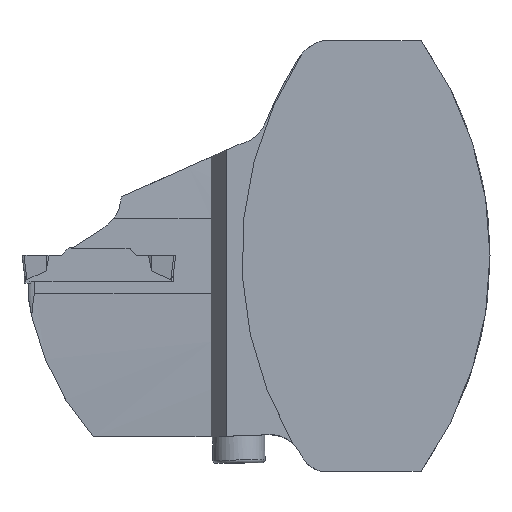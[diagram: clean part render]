
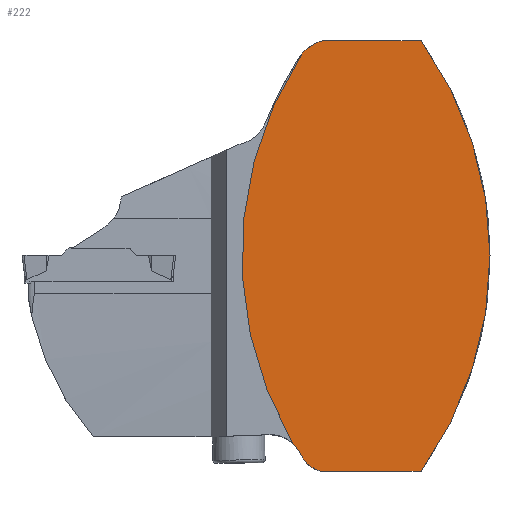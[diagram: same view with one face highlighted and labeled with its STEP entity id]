
A CAD part, top view. The second image highlights one B-rep face of the part: STEP entity #222.
In plain terms, the highlighted planar face has unit normal (0, 0, 1).
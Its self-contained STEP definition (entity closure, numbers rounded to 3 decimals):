
#164=PLANE('',#1656);
#222=ADVANCED_FACE('',(#325),#164,.T.);
#325=FACE_OUTER_BOUND('',#403,.T.);
#403=EDGE_LOOP('',(#721,#722,#723,#724,#725,#726,#727));
#519=CIRCLE('',#1604,5.);
#520=CIRCLE('',#1606,5.5);
#522=CIRCLE('',#1610,60.25);
#523=CIRCLE('',#1613,6.5);
#525=CIRCLE('',#1616,60.25);
#721=ORIENTED_EDGE('',*,*,#1128,.F.);
#722=ORIENTED_EDGE('',*,*,#1109,.F.);
#723=ORIENTED_EDGE('',*,*,#1106,.F.);
#724=ORIENTED_EDGE('',*,*,#1130,.F.);
#725=ORIENTED_EDGE('',*,*,#1118,.T.);
#726=ORIENTED_EDGE('',*,*,#1114,.T.);
#727=ORIENTED_EDGE('',*,*,#1123,.T.);
#967=VERTEX_POINT('',#2103);
#969=VERTEX_POINT('',#2106);
#971=VERTEX_POINT('',#2115);
#975=VERTEX_POINT('',#2128);
#976=VERTEX_POINT('',#2129);
#979=VERTEX_POINT('',#2137);
#983=VERTEX_POINT('',#2153);
#1106=EDGE_CURVE('',#967,#969,#519,.T.);
#1109=EDGE_CURVE('',#969,#971,#520,.T.);
#1114=EDGE_CURVE('',#975,#976,#1317,.T.);
#1118=EDGE_CURVE('',#979,#975,#522,.T.);
#1123=EDGE_CURVE('',#976,#983,#523,.T.);
#1128=EDGE_CURVE('',#971,#983,#525,.T.);
#1130=EDGE_CURVE('',#979,#967,#1324,.T.);
#1317=LINE('',#2127,#1427);
#1324=LINE('',#2168,#1434);
#1427=VECTOR('',#1749,1.);
#1434=VECTOR('',#1776,1.);
#1604=AXIS2_PLACEMENT_3D('',#2105,#1736,#1737);
#1606=AXIS2_PLACEMENT_3D('',#2114,#1741,#1742);
#1610=AXIS2_PLACEMENT_3D('',#2136,#1755,#1756);
#1613=AXIS2_PLACEMENT_3D('',#2152,#1762,#1763);
#1616=AXIS2_PLACEMENT_3D('',#2165,#1770,#1771);
#1656=AXIS2_PLACEMENT_3D('',#2447,#1884,#1885);
#1736=DIRECTION('',(0.,0.,-1.));
#1737=DIRECTION('',(-1.,0.,0.));
#1741=DIRECTION('',(0.,0.,1.));
#1742=DIRECTION('',(-1.,0.,0.));
#1749=DIRECTION('',(-1.,0.,0.));
#1755=DIRECTION('',(0.,0.,1.));
#1756=DIRECTION('',(-1.,0.,0.));
#1762=DIRECTION('',(0.,0.,1.));
#1763=DIRECTION('',(-1.,0.,0.));
#1770=DIRECTION('',(0.,0.,-1.));
#1771=DIRECTION('',(-1.,0.,0.));
#1776=DIRECTION('',(-1.,0.,0.));
#1884=DIRECTION('',(0.,0.,1.));
#1885=DIRECTION('',(1.,0.,0.));
#2103=CARTESIAN_POINT('',(-7.5,-35.,0.));
#2105=CARTESIAN_POINT('',(-6.1,-30.2,0.));
#2106=CARTESIAN_POINT('',(-10.647,-32.28,0.));
#2114=CARTESIAN_POINT('',(-15.649,-34.567,0.));
#2115=CARTESIAN_POINT('',(-11.975,-30.474,0.));
#2127=CARTESIAN_POINT('',(-53.9,35.,0.));
#2128=CARTESIAN_POINT('',(8.891,35.,0.));
#2129=CARTESIAN_POINT('',(-7.1,35.,0.));
#2136=CARTESIAN_POINT('',(-40.15,0.,0.));
#2137=CARTESIAN_POINT('',(8.891,-35.,0.));
#2152=CARTESIAN_POINT('',(-5.5,28.7,0.));
#2153=CARTESIAN_POINT('',(-10.522,32.827,0.));
#2165=CARTESIAN_POINT('',(40.,0.,0.));
#2168=CARTESIAN_POINT('',(-53.9,-35.,0.));
#2447=CARTESIAN_POINT('',(0.,0.,0.));
